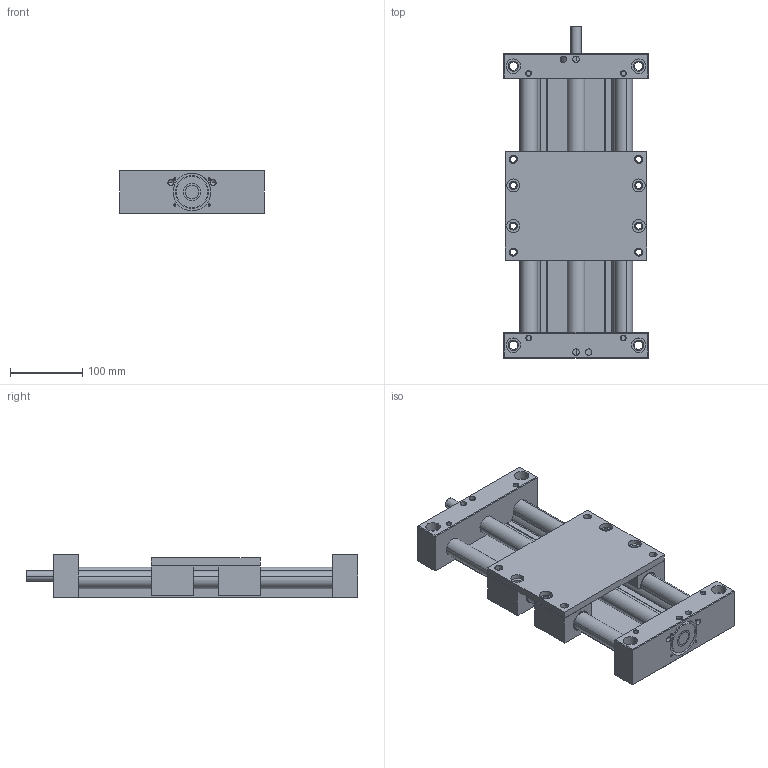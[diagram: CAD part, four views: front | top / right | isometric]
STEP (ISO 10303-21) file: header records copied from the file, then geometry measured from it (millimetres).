
FILE_DESCRIPTION(('STEP AP214'),'1');
FILE_NAME('cctmp_13FC584D-2E6D-451D-937F-0306C44143E9_2023_03_15_14_08_27_0492_137520..stp','2023-03-15T13:08:28',('igus GmbH'),('CADClick - www.CADClick.com'),'Spatial InterOp 3D',' ','unknown authorization');
FILE_SCHEMA(('AUTOMOTIVE_DESIGN'));
Length unit declared in the file: millimetre
Products named in the file (6): 2023_03_15_14_08_27_0351; 2023_03_15_14_08_27_0492; 2023_03_15_14_08_27_0476; 2023_03_15_14_08_27_0429; 2023_03_15_14_08_27_0414; 2023_03_15_14_08_27_0398
Assembly tree (5 placements, depth 2):
  2023_03_15_14_08_27_0351
    2023_03_15_14_08_27_0492
    2023_03_15_14_08_27_0476
    2023_03_15_14_08_27_0429
    2023_03_15_14_08_27_0414
    2023_03_15_14_08_27_0398
Bounding box: 200 x 458 x 60 mm (x, y, z)
Volume: 2262475.2 mm3; surface area: 500373.4 mm2
Topology: 7 solids, 7 shells, 1108 faces, 2984 edges, 1924 vertices
Faces by surface type: plane 508, cylinder 480, cone 112, torus 8
Entity records: 45263 total; most frequent: CARTESIAN_POINT 7392, DIRECTION 6308, ORIENTED_EDGE 5920, EDGE_CURVE 2960, AXIS2_PLACEMENT_3D 2300, VERTEX_POINT 1924, LINE 1708, VECTOR 1708
